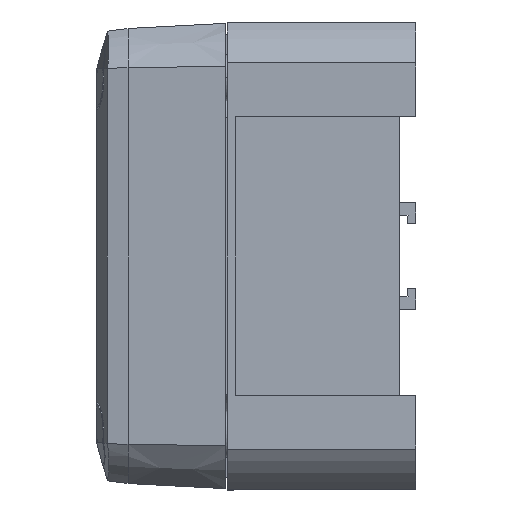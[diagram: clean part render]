
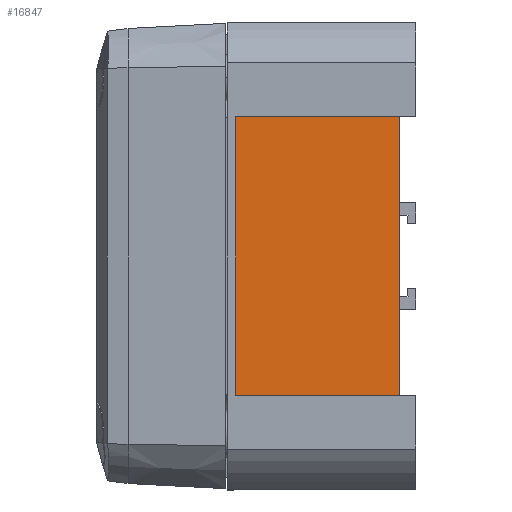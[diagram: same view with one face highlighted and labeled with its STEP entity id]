
A CAD part, left-side view. The second image highlights one B-rep face of the part: STEP entity #16847.
In plain terms, the highlighted planar face has unit normal (-1, 0, 0).
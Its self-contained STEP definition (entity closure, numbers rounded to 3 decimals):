
#2001 = DIRECTION ( 'NONE',  ( 0., 0., -1. ) ) ;
#2911 = EDGE_CURVE ( 'NONE', #5596, #14791, #17578, .T. ) ;
#3049 = DIRECTION ( 'NONE',  ( 1., 0., 0. ) ) ;
#3476 = ORIENTED_EDGE ( 'NONE', *, *, #10482, .F. ) ;
#4002 = ORIENTED_EDGE ( 'NONE', *, *, #2911, .F. ) ;
#4567 = VERTEX_POINT ( 'NONE', #21730 ) ;
#5596 = VERTEX_POINT ( 'NONE', #21095 ) ;
#7015 = FACE_OUTER_BOUND ( 'NONE', #22093, .T. ) ;
#7305 = DIRECTION ( 'NONE',  ( 0., 0., -1. ) ) ;
#7814 = DIRECTION ( 'NONE',  ( 0., -1., 0. ) ) ;
#8764 = LINE ( 'NONE', #26403, #14393 ) ;
#9310 = AXIS2_PLACEMENT_3D ( 'NONE', #15861, #3049, #7305 ) ;
#9402 = EDGE_CURVE ( 'NONE', #14791, #4567, #26906, .T. ) ;
#9988 = VECTOR ( 'NONE', #7814, 1000. ) ;
#10482 = EDGE_CURVE ( 'NONE', #4567, #22188, #13545, .T. ) ;
#13545 = LINE ( 'NONE', #27386, #23148 ) ;
#14393 = VECTOR ( 'NONE', #20075, 1000. ) ;
#14791 = VERTEX_POINT ( 'NONE', #25211 ) ;
#15771 = PLANE ( 'NONE',  #9310 ) ;
#15861 = CARTESIAN_POINT ( 'NONE',  ( -55.441, 0., 0. ) ) ;
#16703 = CARTESIAN_POINT ( 'NONE',  ( -55.441, 40., 34. ) ) ;
#16847 = ADVANCED_FACE ( 'NONE', ( #7015 ), #15771, .F. ) ;
#17578 = LINE ( 'NONE', #16703, #21590 ) ;
#18253 = CARTESIAN_POINT ( 'NONE',  ( -55.441, 40., 34. ) ) ;
#18823 = DIRECTION ( 'NONE',  ( 0., 0., 1. ) ) ;
#19170 = EDGE_CURVE ( 'NONE', #22188, #5596, #8764, .T. ) ;
#19449 = CARTESIAN_POINT ( 'NONE',  ( -55.441, 0., -34. ) ) ;
#20075 = DIRECTION ( 'NONE',  ( 0., 1., 0. ) ) ;
#20115 = ORIENTED_EDGE ( 'NONE', *, *, #9402, .F. ) ;
#20979 = ORIENTED_EDGE ( 'NONE', *, *, #19170, .F. ) ;
#21095 = CARTESIAN_POINT ( 'NONE',  ( -55.441, 40., -34. ) ) ;
#21590 = VECTOR ( 'NONE', #18823, 1000. ) ;
#21730 = CARTESIAN_POINT ( 'NONE',  ( -55.441, 0., 34. ) ) ;
#22093 = EDGE_LOOP ( 'NONE', ( #3476, #20115, #4002, #20979 ) ) ;
#22188 = VERTEX_POINT ( 'NONE', #19449 ) ;
#23148 = VECTOR ( 'NONE', #2001, 1000. ) ;
#25211 = CARTESIAN_POINT ( 'NONE',  ( -55.441, 40., 34. ) ) ;
#26403 = CARTESIAN_POINT ( 'NONE',  ( -55.441, 40., -34. ) ) ;
#26906 = LINE ( 'NONE', #18253, #9988 ) ;
#27386 = CARTESIAN_POINT ( 'NONE',  ( -55.441, 0., 34. ) ) ;
